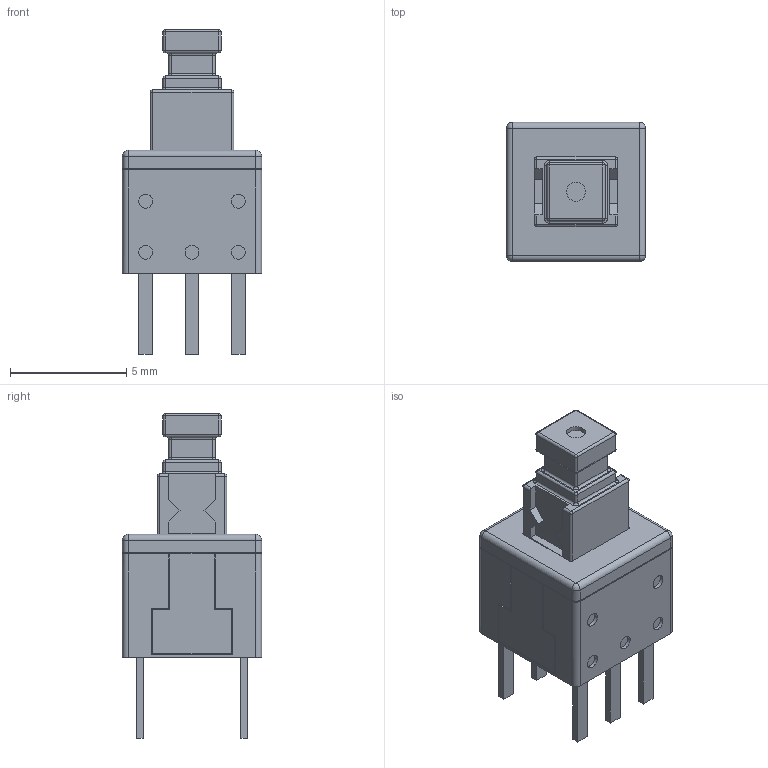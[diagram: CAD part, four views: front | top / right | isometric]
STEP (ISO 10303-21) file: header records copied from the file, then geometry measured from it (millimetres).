
FILE_DESCRIPTION((' '),'2;1');
FILE_NAME( 'SW-MHPS2266.stp', '2022-08-31T11:37:32', (' '), ('--- Datakit www.datakit.com---'), ' Datakit CrossCadWare V2022.3 Jun 15 2022', 'DATAKIT 2022 (c)', ' ');
FILE_SCHEMA(('AP242_MANAGED_MODEL_BASED_3D_ENGINEERING_MIM_LF { 1 0 10303 442 1 1 4 }'));
Length unit declared in the file: millimetre
Products named in the file (1): SW-MHPS2266
Bounding box: 6 x 6 x 14 mm (x, y, z)
Volume: 232.1 mm3; surface area: 303.7 mm2
Topology: 1 solids, 1 shells, 238 faces, 567 edges, 334 vertices
Faces by surface type: plane 137, cylinder 69, sphere 20, torus 12
Full cylindrical faces by diameter (mm): 0.6 x10, 0.825 x1
Entity records: 6849 total; most frequent: DIRECTION 1176, CARTESIAN_POINT 1109, ORIENTED_EDGE 1072, EDGE_CURVE 536, AXIS2_PLACEMENT_3D 401, VECTOR 374, LINE 374, VERTEX_POINT 334
